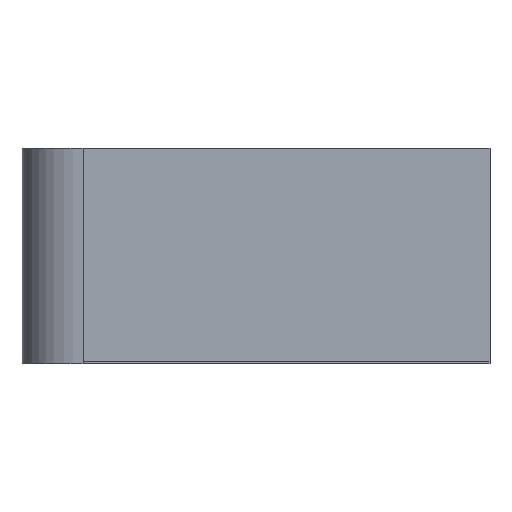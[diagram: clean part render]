
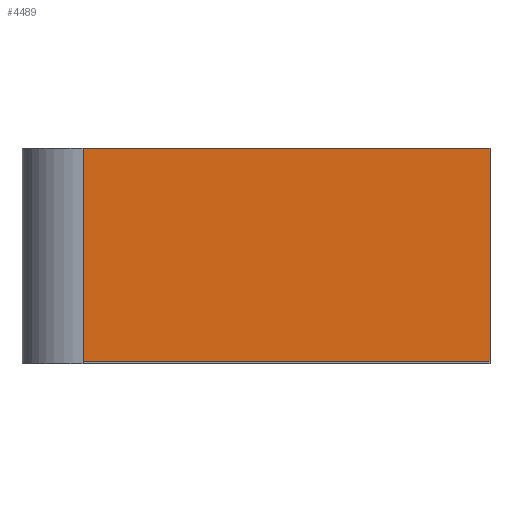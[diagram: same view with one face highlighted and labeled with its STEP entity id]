
A CAD part, front view. The second image highlights one B-rep face of the part: STEP entity #4489.
In plain terms, the highlighted planar face has unit normal (0, -1, 0).
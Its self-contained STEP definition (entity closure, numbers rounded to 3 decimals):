
#4489 = ADVANCED_FACE('',(#4490),#4504,.T.);
#4490 = FACE_BOUND('',#4491,.T.);
#4491 = EDGE_LOOP('',(#4492,#4527,#4553,#4581));
#4492 = ORIENTED_EDGE('',*,*,#4493,.F.);
#4493 = EDGE_CURVE('',#4494,#4496,#4498,.T.);
#4494 = VERTEX_POINT('',#4495);
#4495 = CARTESIAN_POINT('',(107.5,-59.5,14.));
#4496 = VERTEX_POINT('',#4497);
#4497 = CARTESIAN_POINT('',(107.5,-59.5,205.7));
#4498 = SURFACE_CURVE('',#4499,(#4503,#4515),.PCURVE_S1.);
#4499 = LINE('',#4500,#4501);
#4500 = CARTESIAN_POINT('',(107.5,-59.5,108.75));
#4501 = VECTOR('',#4502,1.);
#4502 = DIRECTION('',(0.,0.,1.));
#4503 = PCURVE('',#4504,#4509);
#4504 = PLANE('',#4505);
#4505 = AXIS2_PLACEMENT_3D('',#4506,#4507,#4508);
#4506 = CARTESIAN_POINT('',(107.5,-59.5,205.7));
#4507 = DIRECTION('',(0.,-1.,0.));
#4508 = DIRECTION('',(0.,0.,-1.));
#4509 = DEFINITIONAL_REPRESENTATION('',(#4510),#4514);
#4510 = LINE('',#4511,#4512);
#4511 = CARTESIAN_POINT('',(96.95,0.));
#4512 = VECTOR('',#4513,1.);
#4513 = DIRECTION('',(-1.,0.));
#4514 = ( GEOMETRIC_REPRESENTATION_CONTEXT(2) 
PARAMETRIC_REPRESENTATION_CONTEXT() REPRESENTATION_CONTEXT('2D SPACE',''
  ) );
#4515 = PCURVE('',#4516,#4521);
#4516 = PLANE('',#4517);
#4517 = AXIS2_PLACEMENT_3D('',#4518,#4519,#4520);
#4518 = CARTESIAN_POINT('',(107.5,-59.5,11.8));
#4519 = DIRECTION('',(-1.,-0.,0.));
#4520 = DIRECTION('',(-0.,0.,-1.));
#4521 = DEFINITIONAL_REPRESENTATION('',(#4522),#4526);
#4522 = LINE('',#4523,#4524);
#4523 = CARTESIAN_POINT('',(-96.95,0.));
#4524 = VECTOR('',#4525,1.);
#4525 = DIRECTION('',(-1.,0.));
#4526 = ( GEOMETRIC_REPRESENTATION_CONTEXT(2) 
PARAMETRIC_REPRESENTATION_CONTEXT() REPRESENTATION_CONTEXT('2D SPACE',''
  ) );
#4527 = ORIENTED_EDGE('',*,*,#4528,.T.);
#4528 = EDGE_CURVE('',#4494,#4529,#4531,.T.);
#4529 = VERTEX_POINT('',#4530);
#4530 = CARTESIAN_POINT('',(474.,-59.5,14.));
#4531 = SURFACE_CURVE('',#4532,(#4536,#4542),.PCURVE_S1.);
#4532 = LINE('',#4533,#4534);
#4533 = CARTESIAN_POINT('',(160.175,-59.5,14.));
#4534 = VECTOR('',#4535,1.);
#4535 = DIRECTION('',(1.,0.,-0.));
#4536 = PCURVE('',#4504,#4537);
#4537 = DEFINITIONAL_REPRESENTATION('',(#4538),#4541);
#4538 = B_SPLINE_CURVE_WITH_KNOTS('',1,(#4539,#4540),.UNSPECIFIED.,.F.,
  .F.,(2,2),(-52.675,313.825),.PIECEWISE_BEZIER_KNOTS.);
#4539 = CARTESIAN_POINT('',(191.7,0.));
#4540 = CARTESIAN_POINT('',(191.7,366.5));
#4541 = ( GEOMETRIC_REPRESENTATION_CONTEXT(2) 
PARAMETRIC_REPRESENTATION_CONTEXT() REPRESENTATION_CONTEXT('2D SPACE',''
  ) );
#4542 = PCURVE('',#4543,#4548);
#4543 = PLANE('',#4544);
#4544 = AXIS2_PLACEMENT_3D('',#4545,#4546,#4547);
#4545 = CARTESIAN_POINT('',(212.849,0.,14.));
#4546 = DIRECTION('',(0.,0.,1.));
#4547 = DIRECTION('',(1.,0.,-0.));
#4548 = DEFINITIONAL_REPRESENTATION('',(#4549),#4552);
#4549 = B_SPLINE_CURVE_WITH_KNOTS('',1,(#4550,#4551),.UNSPECIFIED.,.F.,
  .F.,(2,2),(-52.675,313.825),.PIECEWISE_BEZIER_KNOTS.);
#4550 = CARTESIAN_POINT('',(-105.349,-59.5));
#4551 = CARTESIAN_POINT('',(261.151,-59.5));
#4552 = ( GEOMETRIC_REPRESENTATION_CONTEXT(2) 
PARAMETRIC_REPRESENTATION_CONTEXT() REPRESENTATION_CONTEXT('2D SPACE',''
  ) );
#4553 = ORIENTED_EDGE('',*,*,#4554,.F.);
#4554 = EDGE_CURVE('',#4555,#4529,#4557,.T.);
#4555 = VERTEX_POINT('',#4556);
#4556 = CARTESIAN_POINT('',(474.,-59.5,205.7));
#4557 = SURFACE_CURVE('',#4558,(#4562,#4569),.PCURVE_S1.);
#4558 = LINE('',#4559,#4560);
#4559 = CARTESIAN_POINT('',(474.,-59.5,108.75));
#4560 = VECTOR('',#4561,1.);
#4561 = DIRECTION('',(0.,0.,-1.));
#4562 = PCURVE('',#4504,#4563);
#4563 = DEFINITIONAL_REPRESENTATION('',(#4564),#4568);
#4564 = LINE('',#4565,#4566);
#4565 = CARTESIAN_POINT('',(96.95,366.5));
#4566 = VECTOR('',#4567,1.);
#4567 = DIRECTION('',(1.,0.));
#4568 = ( GEOMETRIC_REPRESENTATION_CONTEXT(2) 
PARAMETRIC_REPRESENTATION_CONTEXT() REPRESENTATION_CONTEXT('2D SPACE',''
  ) );
#4569 = PCURVE('',#4570,#4575);
#4570 = PLANE('',#4571);
#4571 = AXIS2_PLACEMENT_3D('',#4572,#4573,#4574);
#4572 = CARTESIAN_POINT('',(474.,-30.,201.55));
#4573 = DIRECTION('',(1.,0.,0.));
#4574 = DIRECTION('',(-0.,1.,0.));
#4575 = DEFINITIONAL_REPRESENTATION('',(#4576),#4580);
#4576 = LINE('',#4577,#4578);
#4577 = CARTESIAN_POINT('',(-29.5,-92.8));
#4578 = VECTOR('',#4579,1.);
#4579 = DIRECTION('',(0.,-1.));
#4580 = ( GEOMETRIC_REPRESENTATION_CONTEXT(2) 
PARAMETRIC_REPRESENTATION_CONTEXT() REPRESENTATION_CONTEXT('2D SPACE',''
  ) );
#4581 = ORIENTED_EDGE('',*,*,#4582,.F.);
#4582 = EDGE_CURVE('',#4496,#4555,#4583,.T.);
#4583 = SURFACE_CURVE('',#4584,(#4588,#4595),.PCURVE_S1.);
#4584 = LINE('',#4585,#4586);
#4585 = CARTESIAN_POINT('',(290.75,-59.5,205.7));
#4586 = VECTOR('',#4587,1.);
#4587 = DIRECTION('',(1.,0.,0.));
#4588 = PCURVE('',#4504,#4589);
#4589 = DEFINITIONAL_REPRESENTATION('',(#4590),#4594);
#4590 = LINE('',#4591,#4592);
#4591 = CARTESIAN_POINT('',(0.,183.25));
#4592 = VECTOR('',#4593,1.);
#4593 = DIRECTION('',(0.,1.));
#4594 = ( GEOMETRIC_REPRESENTATION_CONTEXT(2) 
PARAMETRIC_REPRESENTATION_CONTEXT() REPRESENTATION_CONTEXT('2D SPACE',''
  ) );
#4595 = PCURVE('',#4596,#4601);
#4596 = PLANE('',#4597);
#4597 = AXIS2_PLACEMENT_3D('',#4598,#4599,#4600);
#4598 = CARTESIAN_POINT('',(474.,59.5,205.7));
#4599 = DIRECTION('',(-0.,-0.,-1.));
#4600 = DIRECTION('',(0.,-1.,0.));
#4601 = DEFINITIONAL_REPRESENTATION('',(#4602),#4606);
#4602 = LINE('',#4603,#4604);
#4603 = CARTESIAN_POINT('',(119.,183.25));
#4604 = VECTOR('',#4605,1.);
#4605 = DIRECTION('',(0.,-1.));
#4606 = ( GEOMETRIC_REPRESENTATION_CONTEXT(2) 
PARAMETRIC_REPRESENTATION_CONTEXT() REPRESENTATION_CONTEXT('2D SPACE',''
  ) );
